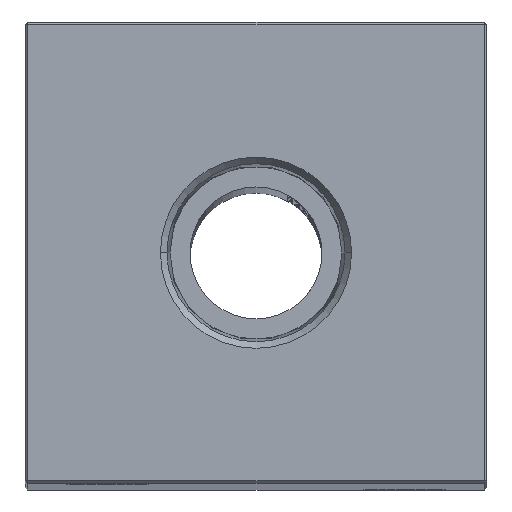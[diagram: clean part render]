
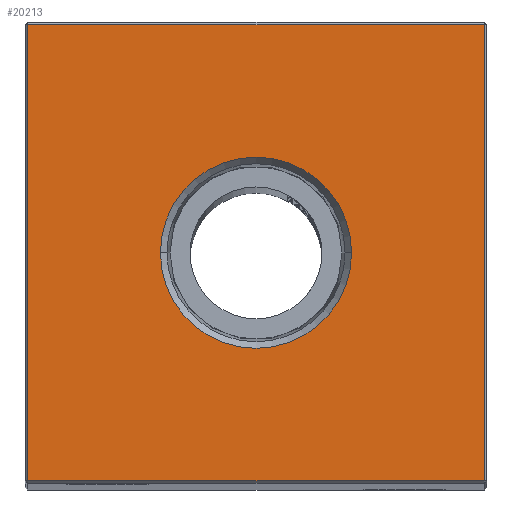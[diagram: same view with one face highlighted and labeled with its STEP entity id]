
A CAD part, top view. The second image highlights one B-rep face of the part: STEP entity #20213.
In plain terms, the highlighted planar face has unit normal (0, 0, 1).
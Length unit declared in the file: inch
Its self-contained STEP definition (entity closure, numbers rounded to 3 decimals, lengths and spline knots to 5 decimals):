
#180 = CARTESIAN_POINT ( 'NONE',  ( 0., 0., 14.25 ) ) ;
#1997 = ORIENTED_EDGE ( 'NONE', *, *, #14427, .F. ) ;
#3589 = ORIENTED_EDGE ( 'NONE', *, *, #8366, .T. ) ;
#3801 = EDGE_CURVE ( 'NONE', #17761, #7103, #28653, .T. ) ;
#4354 = CARTESIAN_POINT ( 'NONE',  ( 0., -0.865, 14.25 ) ) ;
#4866 = DIRECTION ( 'NONE',  ( 1., 0., 0. ) ) ;
#5294 = CARTESIAN_POINT ( 'NONE',  ( 0.865, 0.865, 14.25 ) ) ;
#5395 = CARTESIAN_POINT ( 'NONE',  ( -0.865, 0., 14.25 ) ) ;
#6690 = DIRECTION ( 'NONE',  ( 0., 1., 0. ) ) ;
#6808 = ORIENTED_EDGE ( 'NONE', *, *, #33174, .T. ) ;
#6828 = VECTOR ( 'NONE', #6690, 39.37008 ) ;
#7103 = VERTEX_POINT ( 'NONE', #26487 ) ;
#7318 = DIRECTION ( 'NONE',  ( 1., 0., 0. ) ) ;
#7694 = VERTEX_POINT ( 'NONE', #29039 ) ;
#7792 = EDGE_LOOP ( 'NONE', ( #9592, #6808, #29897, #3589 ) ) ;
#8366 = EDGE_CURVE ( 'NONE', #19302, #17761, #21574, .T. ) ;
#8568 = CIRCLE ( 'NONE', #27555, 0.3626 ) ;
#8663 = DIRECTION ( 'NONE',  ( -1., 0., 0. ) ) ;
#9592 = ORIENTED_EDGE ( 'NONE', *, *, #3801, .T. ) ;
#10182 = FACE_OUTER_BOUND ( 'NONE', #7792, .T. ) ;
#10492 = AXIS2_PLACEMENT_3D ( 'NONE', #180, #10532, #20877 ) ;
#10532 = DIRECTION ( 'NONE',  ( 0., 0., -1. ) ) ;
#11112 = EDGE_CURVE ( 'NONE', #26911, #19302, #19596, .T. ) ;
#11989 = CARTESIAN_POINT ( 'NONE',  ( -0.865, 0.865, 14.25 ) ) ;
#13970 = EDGE_CURVE ( 'NONE', #7694, #33198, #8568, .T. ) ;
#14187 = VECTOR ( 'NONE', #8663, 39.37008 ) ;
#14427 = EDGE_CURVE ( 'NONE', #33198, #7694, #29767, .T. ) ;
#14723 = DIRECTION ( 'NONE',  ( 1., 0., 0. ) ) ;
#15147 = AXIS2_PLACEMENT_3D ( 'NONE', #20231, #30592, #7318 ) ;
#15760 = DIRECTION ( 'NONE',  ( 0., -1., 0. ) ) ;
#17281 = ORIENTED_EDGE ( 'NONE', *, *, #13970, .F. ) ;
#17761 = VERTEX_POINT ( 'NONE', #11989 ) ;
#17770 = CARTESIAN_POINT ( 'NONE',  ( 0., 0., 14.25 ) ) ;
#17997 = EDGE_LOOP ( 'NONE', ( #17281, #1997 ) ) ;
#19302 = VERTEX_POINT ( 'NONE', #5294 ) ;
#19596 = LINE ( 'NONE', #29961, #6828 ) ;
#20213 = ADVANCED_FACE ( 'NONE', ( #10182, #20533 ), #30917, .F. ) ;
#20231 = CARTESIAN_POINT ( 'NONE',  ( 0., 0., 14.25 ) ) ;
#20533 = FACE_BOUND ( 'NONE', #17997, .T. ) ;
#20877 = DIRECTION ( 'NONE',  ( -1., 0., 0. ) ) ;
#21574 = LINE ( 'NONE', #31952, #14187 ) ;
#26487 = CARTESIAN_POINT ( 'NONE',  ( -0.865, -0.865, 14.25 ) ) ;
#26911 = VERTEX_POINT ( 'NONE', #32086 ) ;
#27555 = AXIS2_PLACEMENT_3D ( 'NONE', #17770, #28128, #4866 ) ;
#27624 = LINE ( 'NONE', #4354, #28719 ) ;
#28128 = DIRECTION ( 'NONE',  ( 0., 0., 1. ) ) ;
#28463 = CARTESIAN_POINT ( 'NONE',  ( -0.3626, 0., 14.25 ) ) ;
#28653 = LINE ( 'NONE', #5395, #32064 ) ;
#28719 = VECTOR ( 'NONE', #14723, 39.37008 ) ;
#29039 = CARTESIAN_POINT ( 'NONE',  ( 0.3626, 0., 14.25 ) ) ;
#29767 = CIRCLE ( 'NONE', #15147, 0.3626 ) ;
#29897 = ORIENTED_EDGE ( 'NONE', *, *, #11112, .T. ) ;
#29961 = CARTESIAN_POINT ( 'NONE',  ( 0.865, 0., 14.25 ) ) ;
#30592 = DIRECTION ( 'NONE',  ( 0., 0., 1. ) ) ;
#30917 = PLANE ( 'NONE',  #10492 ) ;
#31952 = CARTESIAN_POINT ( 'NONE',  ( 0., 0.865, 14.25 ) ) ;
#32064 = VECTOR ( 'NONE', #15760, 39.37008 ) ;
#32086 = CARTESIAN_POINT ( 'NONE',  ( 0.865, -0.865, 14.25 ) ) ;
#33174 = EDGE_CURVE ( 'NONE', #7103, #26911, #27624, .T. ) ;
#33198 = VERTEX_POINT ( 'NONE', #28463 ) ;
